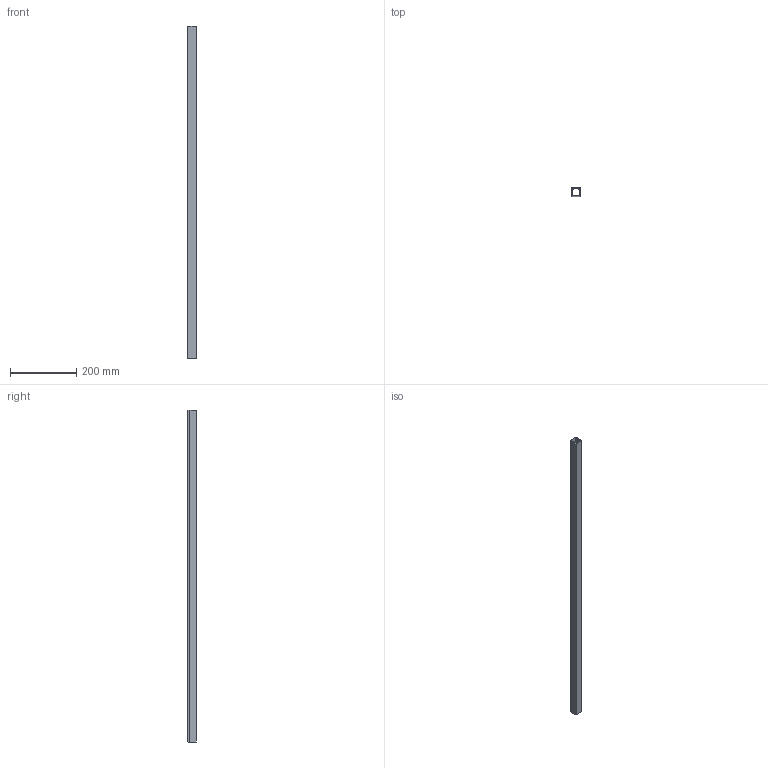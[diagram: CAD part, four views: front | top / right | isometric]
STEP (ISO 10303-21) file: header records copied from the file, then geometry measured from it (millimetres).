
FILE_DESCRIPTION (( 'STEP AP214' ), '1' );
FILE_NAME ('6026400.stp', '2016-06-30T11:56:33', ( '' ), ( '' ), 'SwSTEP 2.0', 'SolidWorks 2014', '' );
FILE_SCHEMA (( 'AUTOMOTIVE_DESIGN' ));
Length unit declared in the file: millimetre
Products named in the file (3): 6026400; 090080_Standard; 090100_Standard
Assembly tree (2 placements, depth 2):
  6026400
    090080_Standard
    090100_Standard
Bounding box: 25 x 25.5 x 1000.01 mm (x, y, z)
Volume: 125177.9 mm3; surface area: 221578.2 mm2
Topology: 2 solids, 2 shells, 42 faces, 114 edges, 76 vertices
Faces by surface type: plane 36, cylinder 6
Entity records: 1420 total; most frequent: CARTESIAN_POINT 237, ORIENTED_EDGE 228, DIRECTION 220, EDGE_CURVE 114, LINE 102, VECTOR 102, VERTEX_POINT 76, AXIS2_PLACEMENT_3D 59
